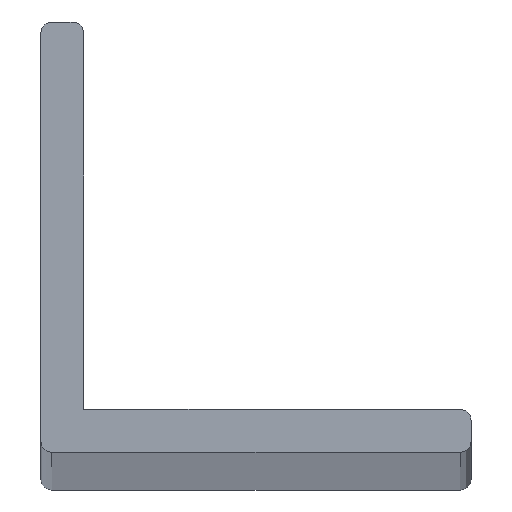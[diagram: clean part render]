
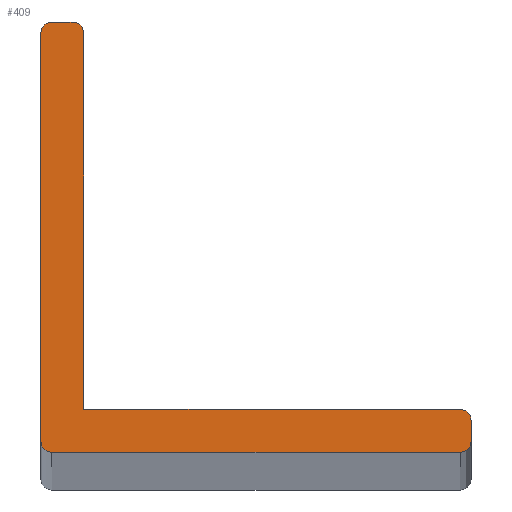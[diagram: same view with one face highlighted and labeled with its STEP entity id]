
A CAD part, top view. The second image highlights one B-rep face of the part: STEP entity #409.
In plain terms, the highlighted planar face has unit normal (0, 0, 1).
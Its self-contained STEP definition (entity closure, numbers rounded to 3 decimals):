
#1 = DIRECTION ( 'NONE',  ( -1., 0., 0. ) ) ;
#7 = VECTOR ( 'NONE', #338, 1000. ) ;
#9 = CARTESIAN_POINT ( 'NONE',  ( 1.5, 20., 1000. ) ) ;
#13 = LINE ( 'NONE', #187, #7 ) ;
#15 = CARTESIAN_POINT ( 'NONE',  ( 0., 0., 1000. ) ) ;
#18 = ORIENTED_EDGE ( 'NONE', *, *, #74, .T. ) ;
#21 = EDGE_CURVE ( 'NONE', #227, #141, #352, .T. ) ;
#32 = CARTESIAN_POINT ( 'NONE',  ( 20., 1.5, 1000. ) ) ;
#53 = PLANE ( 'NONE',  #68 ) ;
#63 = AXIS2_PLACEMENT_3D ( 'NONE', #328, #430, #1 ) ;
#68 = AXIS2_PLACEMENT_3D ( 'NONE', #274, #312, #346 ) ;
#74 = EDGE_CURVE ( 'NONE', #117, #440, #283, .T. ) ;
#77 = CARTESIAN_POINT ( 'NONE',  ( 19.5, 0., 1000. ) ) ;
#80 = VERTEX_POINT ( 'NONE', #322 ) ;
#89 = DIRECTION ( 'NONE',  ( 1., 0., 0. ) ) ;
#96 = ORIENTED_EDGE ( 'NONE', *, *, #196, .T. ) ;
#106 = CARTESIAN_POINT ( 'NONE',  ( 20., 0.5, 1000. ) ) ;
#117 = VERTEX_POINT ( 'NONE', #169 ) ;
#118 = CARTESIAN_POINT ( 'NONE',  ( 0., 2., 1000. ) ) ;
#122 = VERTEX_POINT ( 'NONE', #318 ) ;
#123 = CARTESIAN_POINT ( 'NONE',  ( 19.5, 0.5, 1000. ) ) ;
#130 = VERTEX_POINT ( 'NONE', #398 ) ;
#134 = CARTESIAN_POINT ( 'NONE',  ( 0.5, 19.5, 1000. ) ) ;
#141 = VERTEX_POINT ( 'NONE', #106 ) ;
#142 = EDGE_CURVE ( 'NONE', #227, #122, #323, .T. ) ;
#151 = DIRECTION ( 'NONE',  ( -1., 0., 0. ) ) ;
#152 = EDGE_LOOP ( 'NONE', ( #311, #313, #192, #375, #431, #411, #96, #331, #18, #155, #418 ) ) ;
#155 = ORIENTED_EDGE ( 'NONE', *, *, #300, .T. ) ;
#160 = VERTEX_POINT ( 'NONE', #77 ) ;
#167 = AXIS2_PLACEMENT_3D ( 'NONE', #254, #288, #407 ) ;
#169 = CARTESIAN_POINT ( 'NONE',  ( 0.5, 20., 1000. ) ) ;
#177 = LINE ( 'NONE', #258, #317 ) ;
#187 = CARTESIAN_POINT ( 'NONE',  ( 0., 0., 1000. ) ) ;
#192 = ORIENTED_EDGE ( 'NONE', *, *, #21, .F. ) ;
#193 = VECTOR ( 'NONE', #284, 1000. ) ;
#196 = EDGE_CURVE ( 'NONE', #130, #272, #357, .T. ) ;
#226 = DIRECTION ( 'NONE',  ( 0., -1., 0. ) ) ;
#227 = VERTEX_POINT ( 'NONE', #32 ) ;
#229 = CIRCLE ( 'NONE', #63, 0.5 ) ;
#233 = EDGE_CURVE ( 'NONE', #80, #458, #229, .T. ) ;
#238 = VERTEX_POINT ( 'NONE', #294 ) ;
#250 = CARTESIAN_POINT ( 'NONE',  ( 19.5, 1.5, 1000. ) ) ;
#251 = EDGE_CURVE ( 'NONE', #117, #272, #177, .T. ) ;
#254 = CARTESIAN_POINT ( 'NONE',  ( 1.5, 19.5, 1000. ) ) ;
#258 = CARTESIAN_POINT ( 'NONE',  ( 0., 20., 1000. ) ) ;
#260 = AXIS2_PLACEMENT_3D ( 'NONE', #250, #399, #370 ) ;
#262 = DIRECTION ( 'NONE',  ( 1., 0., 0. ) ) ;
#265 = LINE ( 'NONE', #15, #457 ) ;
#272 = VERTEX_POINT ( 'NONE', #9 ) ;
#274 = CARTESIAN_POINT ( 'NONE',  ( 0., 0., 1000. ) ) ;
#279 = EDGE_CURVE ( 'NONE', #238, #122, #330, .T. ) ;
#281 = EDGE_CURVE ( 'NONE', #458, #160, #265, .T. ) ;
#283 = CIRCLE ( 'NONE', #320, 0.5 ) ;
#284 = DIRECTION ( 'NONE',  ( 0., -1., 0. ) ) ;
#288 = DIRECTION ( 'NONE',  ( 0., 0., 1. ) ) ;
#294 = CARTESIAN_POINT ( 'NONE',  ( 2., 2., 1000. ) ) ;
#300 = EDGE_CURVE ( 'NONE', #440, #80, #13, .T. ) ;
#308 = DIRECTION ( 'NONE',  ( 0., 0., 1. ) ) ;
#311 = ORIENTED_EDGE ( 'NONE', *, *, #281, .T. ) ;
#312 = DIRECTION ( 'NONE',  ( 0., 0., -1. ) ) ;
#313 = ORIENTED_EDGE ( 'NONE', *, *, #321, .T. ) ;
#317 = VECTOR ( 'NONE', #262, 1000. ) ;
#318 = CARTESIAN_POINT ( 'NONE',  ( 19.5, 2., 1000. ) ) ;
#320 = AXIS2_PLACEMENT_3D ( 'NONE', #134, #392, #424 ) ;
#321 = EDGE_CURVE ( 'NONE', #160, #141, #380, .T. ) ;
#322 = CARTESIAN_POINT ( 'NONE',  ( 0., 0.5, 1000. ) ) ;
#323 = CIRCLE ( 'NONE', #260, 0.5 ) ;
#328 = CARTESIAN_POINT ( 'NONE',  ( 0.5, 0.5, 1000. ) ) ;
#330 = LINE ( 'NONE', #118, #414 ) ;
#331 = ORIENTED_EDGE ( 'NONE', *, *, #251, .F. ) ;
#338 = DIRECTION ( 'NONE',  ( 0., -1., 0. ) ) ;
#343 = CARTESIAN_POINT ( 'NONE',  ( 2., 0., 1000. ) ) ;
#346 = DIRECTION ( 'NONE',  ( -1., 0., 0. ) ) ;
#352 = LINE ( 'NONE', #455, #193 ) ;
#357 = CIRCLE ( 'NONE', #167, 0.5 ) ;
#358 = EDGE_CURVE ( 'NONE', #130, #238, #447, .T. ) ;
#359 = CARTESIAN_POINT ( 'NONE',  ( 0.5, 0., 1000. ) ) ;
#370 = DIRECTION ( 'NONE',  ( -1., 0., 0. ) ) ;
#375 = ORIENTED_EDGE ( 'NONE', *, *, #142, .T. ) ;
#380 = CIRCLE ( 'NONE', #401, 0.5 ) ;
#384 = FACE_OUTER_BOUND ( 'NONE', #152, .T. ) ;
#392 = DIRECTION ( 'NONE',  ( 0., 0., 1. ) ) ;
#398 = CARTESIAN_POINT ( 'NONE',  ( 2., 19.5, 1000. ) ) ;
#399 = DIRECTION ( 'NONE',  ( 0., 0., 1. ) ) ;
#401 = AXIS2_PLACEMENT_3D ( 'NONE', #123, #308, #151 ) ;
#407 = DIRECTION ( 'NONE',  ( -1., 0., 0. ) ) ;
#409 = ADVANCED_FACE ( 'NONE', ( #384 ), #53, .F. ) ;
#411 = ORIENTED_EDGE ( 'NONE', *, *, #358, .F. ) ;
#414 = VECTOR ( 'NONE', #438, 1000. ) ;
#418 = ORIENTED_EDGE ( 'NONE', *, *, #233, .T. ) ;
#424 = DIRECTION ( 'NONE',  ( -1., 0., 0. ) ) ;
#430 = DIRECTION ( 'NONE',  ( 0., 0., 1. ) ) ;
#431 = ORIENTED_EDGE ( 'NONE', *, *, #279, .F. ) ;
#438 = DIRECTION ( 'NONE',  ( 1., 0., 0. ) ) ;
#440 = VERTEX_POINT ( 'NONE', #452 ) ;
#447 = LINE ( 'NONE', #343, #454 ) ;
#452 = CARTESIAN_POINT ( 'NONE',  ( 0., 19.5, 1000. ) ) ;
#454 = VECTOR ( 'NONE', #226, 1000. ) ;
#455 = CARTESIAN_POINT ( 'NONE',  ( 20., 2., 1000. ) ) ;
#457 = VECTOR ( 'NONE', #89, 1000. ) ;
#458 = VERTEX_POINT ( 'NONE', #359 ) ;
